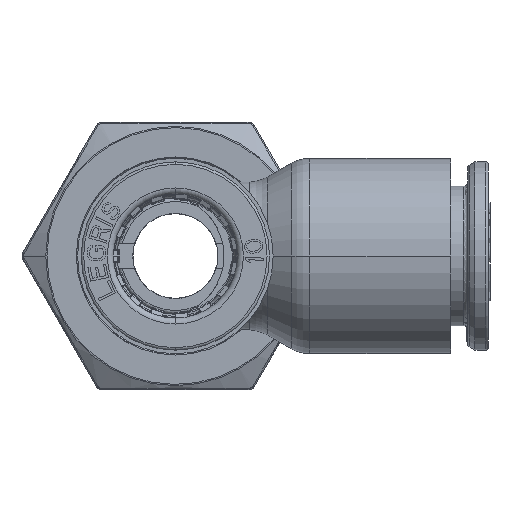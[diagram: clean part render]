
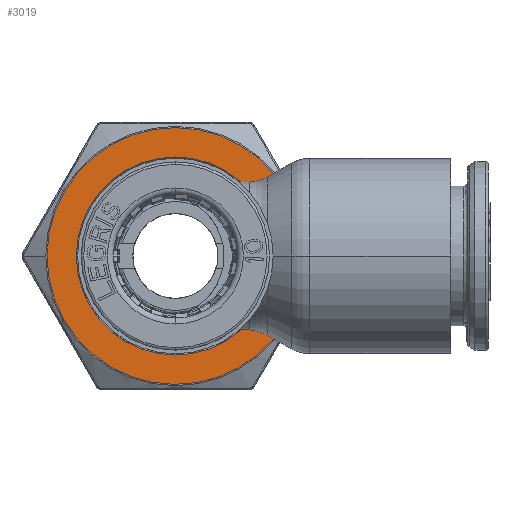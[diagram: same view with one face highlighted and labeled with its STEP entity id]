
A CAD part, left-side view. The second image highlights one B-rep face of the part: STEP entity #3019.
In plain terms, the highlighted planar face has unit normal (-1, 0, 0).
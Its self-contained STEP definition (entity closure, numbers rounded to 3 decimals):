
#3019=ADVANCED_FACE('',(#7811,#7812),#7813,.F.);
#7811=FACE_OUTER_BOUND('',#15686,.T.);
#7812=FACE_BOUND('',#15687,.T.);
#7813=PLANE('',#15688);
#15686=EDGE_LOOP('',(#30662,#30663,#30664));
#15687=EDGE_LOOP('',(#30665,#30666));
#15688=AXIS2_PLACEMENT_3D('',#30667,#30668,#30669);
#30662=ORIENTED_EDGE('',*,*,#48789,.T.);
#30663=ORIENTED_EDGE('',*,*,#48790,.T.);
#30664=ORIENTED_EDGE('',*,*,#48791,.T.);
#30665=ORIENTED_EDGE('',*,*,#48442,.T.);
#30666=ORIENTED_EDGE('',*,*,#48792,.T.);
#30667=CARTESIAN_POINT('',(23.4,0.0,0.0));
#30668=DIRECTION('',(1.0,0.0,0.0));
#30669=DIRECTION('',(0.0,-1.0,-0.0));
#48442=EDGE_CURVE('',#57274,#57272,#57275,.T.);
#48789=EDGE_CURVE('',#57864,#57865,#57866,.T.);
#48790=EDGE_CURVE('',#57865,#57867,#57868,.T.);
#48791=EDGE_CURVE('',#57867,#57864,#57869,.T.);
#48792=EDGE_CURVE('',#57272,#57274,#57870,.T.);
#57272=VERTEX_POINT('',#70683);
#57274=VERTEX_POINT('',#70686);
#57275=CIRCLE('',#70687,8.15);
#57864=VERTEX_POINT('',#71619);
#57865=VERTEX_POINT('',#71620);
#57866=CIRCLE('',#71621,10.57);
#57867=VERTEX_POINT('',#71622);
#57868=CIRCLE('',#71623,10.57);
#57869=CIRCLE('',#71624,10.57);
#57870=CIRCLE('',#71625,8.15);
#70683=CARTESIAN_POINT('',(23.4,0.,8.15));
#70686=CARTESIAN_POINT('',(23.4,0.0,-8.15));
#70687=AXIS2_PLACEMENT_3D('',#89664,#89665,#89666);
#71619=CARTESIAN_POINT('',(23.4,-10.57,0.0));
#71620=CARTESIAN_POINT('',(23.4,10.569,0.076));
#71621=AXIS2_PLACEMENT_3D('',#90082,#90083,#90084);
#71622=CARTESIAN_POINT('',(23.4,-10.569,-0.076));
#71623=AXIS2_PLACEMENT_3D('',#90085,#90086,#90087);
#71624=AXIS2_PLACEMENT_3D('',#90088,#90089,#90090);
#71625=AXIS2_PLACEMENT_3D('',#90091,#90092,#90093);
#89664=CARTESIAN_POINT('',(23.4,0.0,0.0));
#89665=DIRECTION('',(1.0,0.0,0.0));
#89666=DIRECTION('',(0.0,0.0,-1.0));
#90082=CARTESIAN_POINT('',(23.4,0.0,0.0));
#90083=DIRECTION('',(-1.0,0.0,0.0));
#90084=DIRECTION('',(0.0,1.0,0.0));
#90085=CARTESIAN_POINT('',(23.4,0.0,0.0));
#90086=DIRECTION('',(-1.0,0.0,0.0));
#90087=DIRECTION('',(0.0,1.0,0.0));
#90088=CARTESIAN_POINT('',(23.4,0.0,0.0));
#90089=DIRECTION('',(-1.0,0.0,0.0));
#90090=DIRECTION('',(0.0,1.0,0.0));
#90091=CARTESIAN_POINT('',(23.4,0.0,0.0));
#90092=DIRECTION('',(1.0,0.0,0.0));
#90093=DIRECTION('',(0.0,0.0,-1.0));
